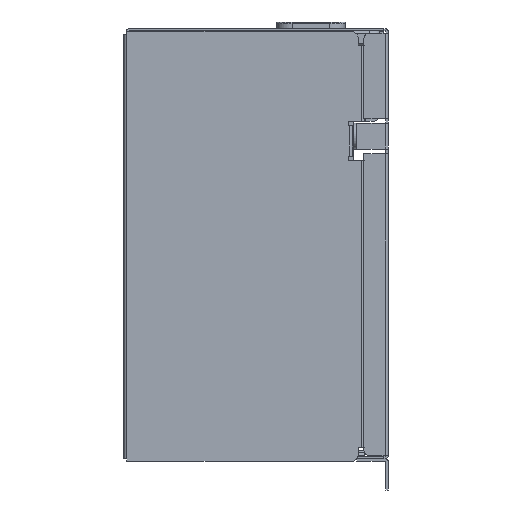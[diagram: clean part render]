
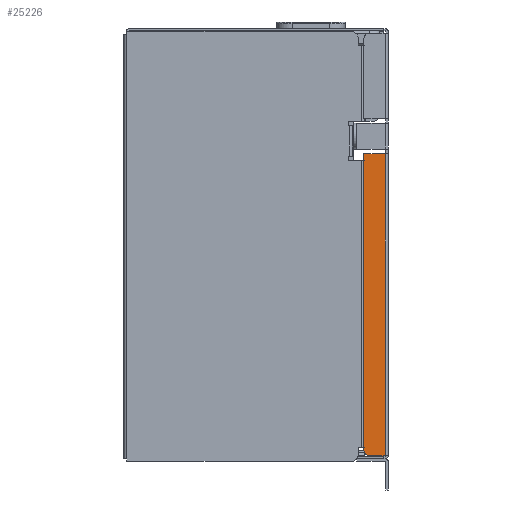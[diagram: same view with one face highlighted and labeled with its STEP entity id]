
A CAD part, left-side view. The second image highlights one B-rep face of the part: STEP entity #25226.
In plain terms, the highlighted planar face has unit normal (-1, 0, 0).
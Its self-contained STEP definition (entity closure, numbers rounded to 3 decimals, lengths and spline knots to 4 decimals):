
#25226 = ADVANCED_FACE ( 'NONE', ( #62202 ), #62201, .T. ) ;
#25227 = EDGE_LOOP ( 'NONE', ( #25230, #25238, #25244, #25275, #25278 ) ) ;
#25230 = ORIENTED_EDGE ( 'NONE', *, *, #25232, .F. ) ;
#25232 = EDGE_CURVE ( 'NONE', #25233, #25235, #62189, .T. ) ;
#25233 = VERTEX_POINT ( 'NONE', #62181 ) ;
#25235 = VERTEX_POINT ( 'NONE', #62180 ) ;
#25238 = ORIENTED_EDGE ( 'NONE', *, *, #25239, .F. ) ;
#25239 = EDGE_CURVE ( 'NONE', #25241, #25233, #62239, .T. ) ;
#25241 = VERTEX_POINT ( 'NONE', #62235 ) ;
#25244 = ORIENTED_EDGE ( 'NONE', *, *, #25245, .T. ) ;
#25245 = EDGE_CURVE ( 'NONE', #25241, #25259, #62229, .T. ) ;
#25254 = VERTEX_POINT ( 'NONE', #62207 ) ;
#25257 = EDGE_CURVE ( 'NONE', #25259, #25254, #62270, .T. ) ;
#25259 = VERTEX_POINT ( 'NONE', #62262 ) ;
#25275 = ORIENTED_EDGE ( 'NONE', *, *, #25257, .T. ) ;
#25278 = ORIENTED_EDGE ( 'NONE', *, *, #25279, .T. ) ;
#25279 = EDGE_CURVE ( 'NONE', #25254, #25235, #62289, .T. ) ;
#62180 = CARTESIAN_POINT ( 'NONE',  ( -2.955, 0.04, 1.15 ) ) ;
#62181 = CARTESIAN_POINT ( 'NONE',  ( -2.955, 0.31, 1.15 ) ) ;
#62182 = DIRECTION ( 'NONE',  ( 0., -1., 0. ) ) ;
#62183 = VECTOR ( 'NONE', #62182, 39.3701 ) ;
#62184 = CARTESIAN_POINT ( 'NONE',  ( -2.955, 0.03, 1.15 ) ) ;
#62189 = LINE ( 'NONE', #62184, #62183 ) ;
#62197 = DIRECTION ( 'NONE',  ( 0., 0., 1. ) ) ;
#62198 = DIRECTION ( 'NONE',  ( -1., 0., 0. ) ) ;
#62199 = CARTESIAN_POINT ( 'NONE',  ( -2.955, 0.03, -2.71 ) ) ;
#62200 = AXIS2_PLACEMENT_3D ( 'NONE', #62199, #62198, #62197 ) ;
#62201 = PLANE ( 'NONE',  #62200 ) ;
#62202 = FACE_OUTER_BOUND ( 'NONE', #25227, .T. ) ;
#62207 = CARTESIAN_POINT ( 'NONE',  ( -2.955, 0.04, -2.71 ) ) ;
#62225 = DIRECTION ( 'NONE',  ( 0., 0., 1. ) ) ;
#62226 = DIRECTION ( 'NONE',  ( -1., 0., 0. ) ) ;
#62227 = CARTESIAN_POINT ( 'NONE',  ( -2.955, 0.25, -2.65 ) ) ;
#62228 = AXIS2_PLACEMENT_3D ( 'NONE', #62227, #62226, #62225 ) ;
#62229 = CIRCLE ( 'NONE', #62228, 0.06 ) ;
#62235 = CARTESIAN_POINT ( 'NONE',  ( -2.955, 0.31, -2.65 ) ) ;
#62236 = DIRECTION ( 'NONE',  ( 0., 0., 1. ) ) ;
#62237 = VECTOR ( 'NONE', #62236, 39.3701 ) ;
#62238 = CARTESIAN_POINT ( 'NONE',  ( -2.955, 0.31, -2.65 ) ) ;
#62239 = LINE ( 'NONE', #62238, #62237 ) ;
#62262 = CARTESIAN_POINT ( 'NONE',  ( -2.955, 0.25, -2.71 ) ) ;
#62267 = DIRECTION ( 'NONE',  ( 0., -1., 0. ) ) ;
#62268 = VECTOR ( 'NONE', #62267, 39.3701 ) ;
#62269 = CARTESIAN_POINT ( 'NONE',  ( -2.955, 0.03, -2.71 ) ) ;
#62270 = LINE ( 'NONE', #62269, #62268 ) ;
#62286 = DIRECTION ( 'NONE',  ( 0., 0., 1. ) ) ;
#62287 = VECTOR ( 'NONE', #62286, 39.3701 ) ;
#62288 = CARTESIAN_POINT ( 'NONE',  ( -2.955, 0.04, -2.71 ) ) ;
#62289 = LINE ( 'NONE', #62288, #62287 ) ;
